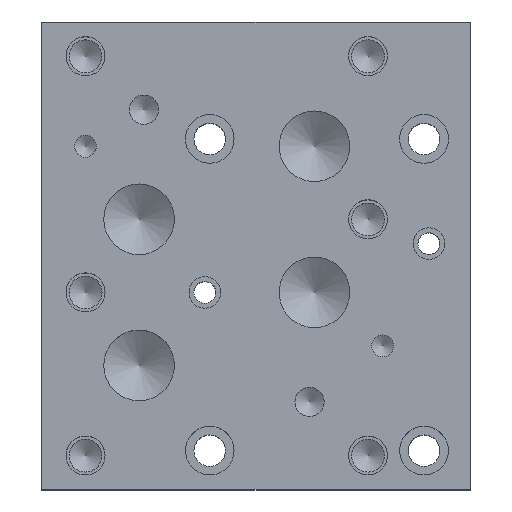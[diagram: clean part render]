
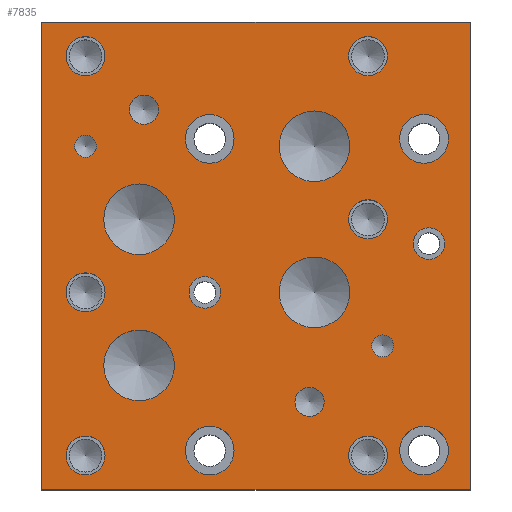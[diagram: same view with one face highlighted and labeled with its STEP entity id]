
A CAD part, top view. The second image highlights one B-rep face of the part: STEP entity #7835.
In plain terms, the highlighted planar face has unit normal (0, 0, 1).
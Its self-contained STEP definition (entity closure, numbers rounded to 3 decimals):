
#118=CIRCLE('',#8182,7.938);
#121=CIRCLE('',#8188,7.938);
#124=CIRCLE('',#8194,7.938);
#127=CIRCLE('',#8200,7.938);
#129=CIRCLE('',#8205,5.156);
#131=CIRCLE('',#8209,5.156);
#133=CIRCLE('',#8213,4.763);
#135=CIRCLE('',#8217,4.763);
#137=CIRCLE('',#8221,11.506);
#139=CIRCLE('',#8225,11.506);
#141=CIRCLE('',#8229,11.506);
#143=CIRCLE('',#8233,11.506);
#145=CIRCLE('',#8237,3.569);
#147=CIRCLE('',#8241,3.569);
#151=CIRCLE('',#8248,6.35);
#155=CIRCLE('',#8256,6.35);
#159=CIRCLE('',#8264,6.35);
#163=CIRCLE('',#8272,6.35);
#167=CIRCLE('',#8280,6.35);
#171=CIRCLE('',#8288,6.35);
#517=FACE_BOUND('',#1435,.T.);
#518=FACE_BOUND('',#1436,.T.);
#519=FACE_BOUND('',#1437,.T.);
#520=FACE_BOUND('',#1438,.T.);
#521=FACE_BOUND('',#1439,.T.);
#522=FACE_BOUND('',#1440,.T.);
#523=FACE_BOUND('',#1441,.T.);
#524=FACE_BOUND('',#1442,.T.);
#525=FACE_BOUND('',#1443,.T.);
#526=FACE_BOUND('',#1444,.T.);
#527=FACE_BOUND('',#1445,.T.);
#528=FACE_BOUND('',#1446,.T.);
#529=FACE_BOUND('',#1447,.T.);
#530=FACE_BOUND('',#1448,.T.);
#531=FACE_BOUND('',#1449,.T.);
#532=FACE_BOUND('',#1450,.T.);
#533=FACE_BOUND('',#1451,.T.);
#534=FACE_BOUND('',#1452,.T.);
#535=FACE_BOUND('',#1453,.T.);
#536=FACE_BOUND('',#1454,.T.);
#953=FACE_OUTER_BOUND('',#1434,.T.);
#1434=EDGE_LOOP('',(#6838,#6839,#6840,#6841));
#1435=EDGE_LOOP('',(#6842));
#1436=EDGE_LOOP('',(#6843));
#1437=EDGE_LOOP('',(#6844));
#1438=EDGE_LOOP('',(#6845));
#1439=EDGE_LOOP('',(#6846));
#1440=EDGE_LOOP('',(#6847));
#1441=EDGE_LOOP('',(#6848));
#1442=EDGE_LOOP('',(#6849));
#1443=EDGE_LOOP('',(#6850));
#1444=EDGE_LOOP('',(#6851));
#1445=EDGE_LOOP('',(#6852));
#1446=EDGE_LOOP('',(#6853));
#1447=EDGE_LOOP('',(#6854));
#1448=EDGE_LOOP('',(#6855));
#1449=EDGE_LOOP('',(#6856));
#1450=EDGE_LOOP('',(#6857));
#1451=EDGE_LOOP('',(#6858));
#1452=EDGE_LOOP('',(#6859));
#1453=EDGE_LOOP('',(#6860));
#1454=EDGE_LOOP('',(#6861));
#1834=LINE('',#10861,#2607);
#2223=LINE('',#13306,#2996);
#2225=LINE('',#13310,#2998);
#2227=LINE('',#13313,#3000);
#2607=VECTOR('',#8942,10.);
#2996=VECTOR('',#9941,10.);
#2998=VECTOR('',#9945,10.);
#3000=VECTOR('',#9949,10.);
#3265=VERTEX_POINT('',#10858);
#3266=VERTEX_POINT('',#10860);
#3639=VERTEX_POINT('',#13084);
#3642=VERTEX_POINT('',#13095);
#3645=VERTEX_POINT('',#13106);
#3648=VERTEX_POINT('',#13117);
#3650=VERTEX_POINT('',#13126);
#3652=VERTEX_POINT('',#13133);
#3655=VERTEX_POINT('',#13142);
#3658=VERTEX_POINT('',#13151);
#3661=VERTEX_POINT('',#13160);
#3664=VERTEX_POINT('',#13169);
#3667=VERTEX_POINT('',#13178);
#3670=VERTEX_POINT('',#13187);
#3673=VERTEX_POINT('',#13196);
#3676=VERTEX_POINT('',#13205);
#3681=VERTEX_POINT('',#13219);
#3686=VERTEX_POINT('',#13235);
#3691=VERTEX_POINT('',#13251);
#3696=VERTEX_POINT('',#13267);
#3701=VERTEX_POINT('',#13283);
#3706=VERTEX_POINT('',#13299);
#3707=VERTEX_POINT('',#13305);
#3708=VERTEX_POINT('',#13309);
#4104=EDGE_CURVE('',#3266,#3265,#1834,.T.);
#4657=EDGE_CURVE('',#3639,#3639,#118,.T.);
#4662=EDGE_CURVE('',#3642,#3642,#121,.T.);
#4667=EDGE_CURVE('',#3645,#3645,#124,.T.);
#4672=EDGE_CURVE('',#3648,#3648,#127,.T.);
#4676=EDGE_CURVE('',#3650,#3650,#129,.T.);
#4679=EDGE_CURVE('',#3652,#3652,#131,.T.);
#4683=EDGE_CURVE('',#3655,#3655,#133,.T.);
#4687=EDGE_CURVE('',#3658,#3658,#135,.T.);
#4691=EDGE_CURVE('',#3661,#3661,#137,.T.);
#4695=EDGE_CURVE('',#3664,#3664,#139,.T.);
#4699=EDGE_CURVE('',#3667,#3667,#141,.T.);
#4703=EDGE_CURVE('',#3670,#3670,#143,.T.);
#4707=EDGE_CURVE('',#3673,#3673,#145,.T.);
#4711=EDGE_CURVE('',#3676,#3676,#147,.T.);
#4717=EDGE_CURVE('',#3681,#3681,#151,.T.);
#4724=EDGE_CURVE('',#3686,#3686,#155,.T.);
#4731=EDGE_CURVE('',#3691,#3691,#159,.T.);
#4738=EDGE_CURVE('',#3696,#3696,#163,.T.);
#4745=EDGE_CURVE('',#3701,#3701,#167,.T.);
#4752=EDGE_CURVE('',#3706,#3706,#171,.T.);
#4755=EDGE_CURVE('',#3707,#3266,#2223,.T.);
#4757=EDGE_CURVE('',#3708,#3707,#2225,.T.);
#4759=EDGE_CURVE('',#3265,#3708,#2227,.T.);
#6838=ORIENTED_EDGE('',*,*,#4104,.T.);
#6839=ORIENTED_EDGE('',*,*,#4759,.T.);
#6840=ORIENTED_EDGE('',*,*,#4757,.T.);
#6841=ORIENTED_EDGE('',*,*,#4755,.T.);
#6842=ORIENTED_EDGE('',*,*,#4657,.T.);
#6843=ORIENTED_EDGE('',*,*,#4662,.T.);
#6844=ORIENTED_EDGE('',*,*,#4667,.T.);
#6845=ORIENTED_EDGE('',*,*,#4672,.T.);
#6846=ORIENTED_EDGE('',*,*,#4676,.T.);
#6847=ORIENTED_EDGE('',*,*,#4679,.T.);
#6848=ORIENTED_EDGE('',*,*,#4683,.T.);
#6849=ORIENTED_EDGE('',*,*,#4687,.T.);
#6850=ORIENTED_EDGE('',*,*,#4691,.T.);
#6851=ORIENTED_EDGE('',*,*,#4695,.T.);
#6852=ORIENTED_EDGE('',*,*,#4699,.T.);
#6853=ORIENTED_EDGE('',*,*,#4703,.T.);
#6854=ORIENTED_EDGE('',*,*,#4707,.T.);
#6855=ORIENTED_EDGE('',*,*,#4711,.T.);
#6856=ORIENTED_EDGE('',*,*,#4717,.T.);
#6857=ORIENTED_EDGE('',*,*,#4724,.T.);
#6858=ORIENTED_EDGE('',*,*,#4731,.T.);
#6859=ORIENTED_EDGE('',*,*,#4738,.T.);
#6860=ORIENTED_EDGE('',*,*,#4745,.T.);
#6861=ORIENTED_EDGE('',*,*,#4752,.T.);
#7117=PLANE('',#8294);
#7835=ADVANCED_FACE('',(#953,#517,#518,#519,#520,#521,#522,#523,#524,#525,
#526,#527,#528,#529,#530,#531,#532,#533,#534,#535,#536),#7117,.T.);
#8182=AXIS2_PLACEMENT_3D('',#13085,#9679,#9680);
#8188=AXIS2_PLACEMENT_3D('',#13096,#9693,#9694);
#8194=AXIS2_PLACEMENT_3D('',#13107,#9707,#9708);
#8200=AXIS2_PLACEMENT_3D('',#13118,#9721,#9722);
#8205=AXIS2_PLACEMENT_3D('',#13127,#9733,#9734);
#8209=AXIS2_PLACEMENT_3D('',#13134,#9742,#9743);
#8213=AXIS2_PLACEMENT_3D('',#13143,#9752,#9753);
#8217=AXIS2_PLACEMENT_3D('',#13152,#9762,#9763);
#8221=AXIS2_PLACEMENT_3D('',#13161,#9772,#9773);
#8225=AXIS2_PLACEMENT_3D('',#13170,#9782,#9783);
#8229=AXIS2_PLACEMENT_3D('',#13179,#9792,#9793);
#8233=AXIS2_PLACEMENT_3D('',#13188,#9802,#9803);
#8237=AXIS2_PLACEMENT_3D('',#13197,#9812,#9813);
#8241=AXIS2_PLACEMENT_3D('',#13206,#9822,#9823);
#8248=AXIS2_PLACEMENT_3D('',#13220,#9838,#9839);
#8256=AXIS2_PLACEMENT_3D('',#13236,#9857,#9858);
#8264=AXIS2_PLACEMENT_3D('',#13252,#9876,#9877);
#8272=AXIS2_PLACEMENT_3D('',#13268,#9895,#9896);
#8280=AXIS2_PLACEMENT_3D('',#13284,#9914,#9915);
#8288=AXIS2_PLACEMENT_3D('',#13300,#9933,#9934);
#8294=AXIS2_PLACEMENT_3D('',#13315,#9952,#9953);
#8942=DIRECTION('',(1.,0.,0.));
#9679=DIRECTION('center_axis',(0.,0.,-1.));
#9680=DIRECTION('ref_axis',(1.,0.,0.));
#9693=DIRECTION('center_axis',(0.,0.,-1.));
#9694=DIRECTION('ref_axis',(1.,0.,0.));
#9707=DIRECTION('center_axis',(0.,0.,-1.));
#9708=DIRECTION('ref_axis',(1.,0.,0.));
#9721=DIRECTION('center_axis',(0.,0.,-1.));
#9722=DIRECTION('ref_axis',(1.,0.,0.));
#9733=DIRECTION('center_axis',(0.,0.,-1.));
#9734=DIRECTION('ref_axis',(1.,0.,0.));
#9742=DIRECTION('center_axis',(0.,0.,-1.));
#9743=DIRECTION('ref_axis',(1.,0.,0.));
#9752=DIRECTION('center_axis',(0.,0.,-1.));
#9753=DIRECTION('ref_axis',(1.,0.,0.));
#9762=DIRECTION('center_axis',(0.,0.,-1.));
#9763=DIRECTION('ref_axis',(1.,0.,0.));
#9772=DIRECTION('center_axis',(0.,0.,-1.));
#9773=DIRECTION('ref_axis',(1.,0.,0.));
#9782=DIRECTION('center_axis',(0.,0.,-1.));
#9783=DIRECTION('ref_axis',(1.,0.,0.));
#9792=DIRECTION('center_axis',(0.,0.,-1.));
#9793=DIRECTION('ref_axis',(1.,0.,0.));
#9802=DIRECTION('center_axis',(0.,0.,-1.));
#9803=DIRECTION('ref_axis',(1.,0.,0.));
#9812=DIRECTION('center_axis',(0.,0.,-1.));
#9813=DIRECTION('ref_axis',(1.,0.,0.));
#9822=DIRECTION('center_axis',(0.,0.,-1.));
#9823=DIRECTION('ref_axis',(1.,0.,0.));
#9838=DIRECTION('center_axis',(0.,0.,-1.));
#9839=DIRECTION('ref_axis',(1.,0.,0.));
#9857=DIRECTION('center_axis',(0.,0.,-1.));
#9858=DIRECTION('ref_axis',(1.,0.,0.));
#9876=DIRECTION('center_axis',(0.,0.,-1.));
#9877=DIRECTION('ref_axis',(1.,0.,0.));
#9895=DIRECTION('center_axis',(0.,0.,-1.));
#9896=DIRECTION('ref_axis',(1.,0.,0.));
#9914=DIRECTION('center_axis',(0.,0.,-1.));
#9915=DIRECTION('ref_axis',(1.,0.,0.));
#9933=DIRECTION('center_axis',(0.,0.,-1.));
#9934=DIRECTION('ref_axis',(1.,0.,0.));
#9941=DIRECTION('',(0.,-1.,0.));
#9945=DIRECTION('',(-1.,0.,0.));
#9949=DIRECTION('',(0.,1.,0.));
#9952=DIRECTION('center_axis',(0.,0.,1.));
#9953=DIRECTION('ref_axis',(1.,0.,0.));
#10858=CARTESIAN_POINT('',(139.7,0.,76.2));
#10860=CARTESIAN_POINT('',(0.,0.,76.2));
#10861=CARTESIAN_POINT('',(0.,0.,76.2));
#13084=CARTESIAN_POINT('',(46.831,114.3,76.2));
#13085=CARTESIAN_POINT('Origin',(54.769,114.3,76.2));
#13095=CARTESIAN_POINT('',(46.831,12.7,76.2));
#13096=CARTESIAN_POINT('Origin',(54.769,12.7,76.2));
#13106=CARTESIAN_POINT('',(116.681,12.7,76.2));
#13107=CARTESIAN_POINT('Origin',(124.619,12.7,76.2));
#13117=CARTESIAN_POINT('',(116.681,114.3,76.2));
#13118=CARTESIAN_POINT('Origin',(124.619,114.3,76.2));
#13126=CARTESIAN_POINT('',(48.025,64.294,76.2));
#13127=CARTESIAN_POINT('Origin',(53.181,64.294,76.2));
#13133=CARTESIAN_POINT('',(121.05,80.169,76.2));
#13134=CARTESIAN_POINT('Origin',(126.206,80.169,76.2));
#13142=CARTESIAN_POINT('',(28.575,123.82,76.2));
#13143=CARTESIAN_POINT('Origin',(33.338,123.82,76.2));
#13151=CARTESIAN_POINT('',(82.55,28.57,76.2));
#13152=CARTESIAN_POINT('Origin',(87.313,28.57,76.2));
#13160=CARTESIAN_POINT('',(20.244,88.113,76.2));
#13161=CARTESIAN_POINT('Origin',(31.75,88.113,76.2));
#13169=CARTESIAN_POINT('',(77.394,64.287,76.2));
#13170=CARTESIAN_POINT('Origin',(88.9,64.287,76.2));
#13178=CARTESIAN_POINT('',(77.394,111.912,76.2));
#13179=CARTESIAN_POINT('Origin',(88.9,111.912,76.2));
#13187=CARTESIAN_POINT('',(20.244,40.462,76.2));
#13188=CARTESIAN_POINT('Origin',(31.75,40.462,76.2));
#13196=CARTESIAN_POINT('',(10.706,111.912,76.2));
#13197=CARTESIAN_POINT('Origin',(14.275,111.912,76.2));
#13205=CARTESIAN_POINT('',(107.556,46.838,76.2));
#13206=CARTESIAN_POINT('Origin',(111.125,46.838,76.2));
#13219=CARTESIAN_POINT('',(7.938,11.107,76.2));
#13220=CARTESIAN_POINT('Origin',(14.288,11.107,76.2));
#13235=CARTESIAN_POINT('',(100.025,88.1,76.2));
#13236=CARTESIAN_POINT('Origin',(106.375,88.1,76.2));
#13251=CARTESIAN_POINT('',(7.925,141.275,76.2));
#13252=CARTESIAN_POINT('Origin',(14.275,141.275,76.2));
#13267=CARTESIAN_POINT('',(100.013,141.28,76.2));
#13268=CARTESIAN_POINT('Origin',(106.363,141.28,76.2));
#13283=CARTESIAN_POINT('',(100.013,11.107,76.2));
#13284=CARTESIAN_POINT('Origin',(106.363,11.107,76.2));
#13299=CARTESIAN_POINT('',(7.95,64.287,76.2));
#13300=CARTESIAN_POINT('Origin',(14.3,64.287,76.2));
#13305=CARTESIAN_POINT('',(0.,152.4,76.2));
#13306=CARTESIAN_POINT('',(0.,152.4,76.2));
#13309=CARTESIAN_POINT('',(139.7,152.4,76.2));
#13310=CARTESIAN_POINT('',(139.7,152.4,76.2));
#13313=CARTESIAN_POINT('',(139.7,0.,76.2));
#13315=CARTESIAN_POINT('Origin',(69.85,76.2,76.2));
